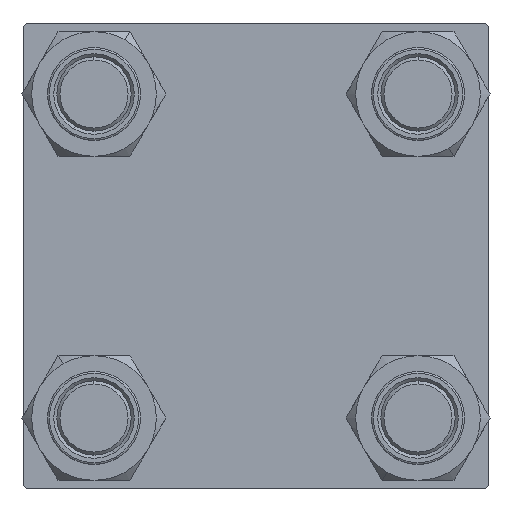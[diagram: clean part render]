
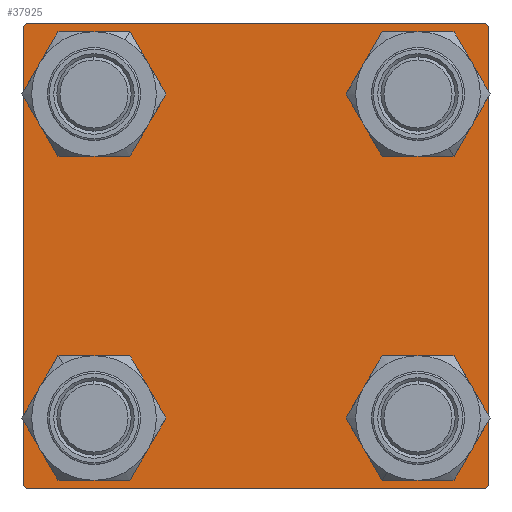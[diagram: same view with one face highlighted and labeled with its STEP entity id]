
A CAD part, left-side view. The second image highlights one B-rep face of the part: STEP entity #37925.
In plain terms, the highlighted planar face has unit normal (-1, 0, 0).
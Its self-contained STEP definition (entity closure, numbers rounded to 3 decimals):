
#921 = DIRECTION ( 'NONE',  ( 0., 0., 1. ) ) ;
#1414 = VERTEX_POINT ( 'NONE', #37420 ) ;
#1968 = LINE ( 'NONE', #17517, #33908 ) ;
#2039 = CARTESIAN_POINT ( 'NONE',  ( 0., 0., 0. ) ) ;
#2268 = CARTESIAN_POINT ( 'NONE',  ( 0., -26.15, 32.65 ) ) ;
#2334 = DIRECTION ( 'NONE',  ( 0., 0., 1. ) ) ;
#2702 = CARTESIAN_POINT ( 'NONE',  ( 0., -37., 37.5 ) ) ;
#3038 = CARTESIAN_POINT ( 'NONE',  ( 0., -26.15, -32.65 ) ) ;
#3189 = AXIS2_PLACEMENT_3D ( 'NONE', #28692, #44209, #24869 ) ;
#4018 = AXIS2_PLACEMENT_3D ( 'NONE', #27925, #8560, #921 ) ;
#4102 = VECTOR ( 'NONE', #21573, 1000. ) ;
#4674 = VERTEX_POINT ( 'NONE', #3038 ) ;
#4717 = DIRECTION ( 'NONE',  ( 1., 0., 0. ) ) ;
#5061 = ORIENTED_EDGE ( 'NONE', *, *, #15899, .T. ) ;
#5098 = DIRECTION ( 'NONE',  ( 1., 0., 0. ) ) ;
#5614 = PLANE ( 'NONE',  #16322 ) ;
#5659 = VERTEX_POINT ( 'NONE', #49961 ) ;
#7048 = VERTEX_POINT ( 'NONE', #48413 ) ;
#7096 = EDGE_CURVE ( 'NONE', #18613, #7503, #13532, .T. ) ;
#7168 = EDGE_LOOP ( 'NONE', ( #5061, #35967 ) ) ;
#7503 = VERTEX_POINT ( 'NONE', #26687 ) ;
#7819 = EDGE_CURVE ( 'NONE', #31389, #39814, #45985, .T. ) ;
#8560 = DIRECTION ( 'NONE',  ( 1., 0., 0. ) ) ;
#8918 = DIRECTION ( 'NONE',  ( -1., 0., 0. ) ) ;
#9225 = EDGE_CURVE ( 'NONE', #12799, #7048, #1968, .T. ) ;
#9604 = LINE ( 'NONE', #24885, #4102 ) ;
#9796 = LINE ( 'NONE', #49259, #15588 ) ;
#9827 = EDGE_LOOP ( 'NONE', ( #26127, #28222 ) ) ;
#9997 = DIRECTION ( 'NONE',  ( 0., 0., 1. ) ) ;
#10336 = VECTOR ( 'NONE', #27240, 1000. ) ;
#10440 = CIRCLE ( 'NONE', #25059, 6.5 ) ;
#10888 = CARTESIAN_POINT ( 'NONE',  ( 0., 26.15, 32.65 ) ) ;
#10972 = LINE ( 'NONE', #15296, #10336 ) ;
#11249 = VERTEX_POINT ( 'NONE', #19829 ) ;
#11868 = EDGE_LOOP ( 'NONE', ( #32544, #24926 ) ) ;
#12024 = CARTESIAN_POINT ( 'NONE',  ( 0., 26.15, -26.15 ) ) ;
#12281 = DIRECTION ( 'NONE',  ( 1., 0., 0. ) ) ;
#12545 = CARTESIAN_POINT ( 'NONE',  ( 0., -26.15, -19.65 ) ) ;
#12799 = VERTEX_POINT ( 'NONE', #24914 ) ;
#13532 = LINE ( 'NONE', #43570, #14317 ) ;
#13562 = CARTESIAN_POINT ( 'NONE',  ( 0., -26.15, -26.15 ) ) ;
#13763 = FACE_BOUND ( 'NONE', #11868, .T. ) ;
#14317 = VECTOR ( 'NONE', #44596, 1000. ) ;
#15296 = CARTESIAN_POINT ( 'NONE',  ( 0., 37.5, -37.5 ) ) ;
#15415 = CARTESIAN_POINT ( 'NONE',  ( 0., -37., -37.5 ) ) ;
#15588 = VECTOR ( 'NONE', #17699, 1000. ) ;
#15651 = VERTEX_POINT ( 'NONE', #22868 ) ;
#15899 = EDGE_CURVE ( 'NONE', #11249, #5659, #44696, .T. ) ;
#15958 = ORIENTED_EDGE ( 'NONE', *, *, #41469, .T. ) ;
#16190 = ORIENTED_EDGE ( 'NONE', *, *, #25793, .T. ) ;
#16322 = AXIS2_PLACEMENT_3D ( 'NONE', #2039, #8918, #32605 ) ;
#16812 = DIRECTION ( 'NONE',  ( 0., 0., 1. ) ) ;
#17080 = FACE_BOUND ( 'NONE', #9827, .T. ) ;
#17178 = EDGE_CURVE ( 'NONE', #5659, #11249, #40667, .T. ) ;
#17517 = CARTESIAN_POINT ( 'NONE',  ( 0., 37.25, -37.25 ) ) ;
#17539 = VERTEX_POINT ( 'NONE', #2268 ) ;
#17699 = DIRECTION ( 'NONE',  ( 0., 0.707, -0.707 ) ) ;
#17764 = CARTESIAN_POINT ( 'NONE',  ( 0., -37.5, 37. ) ) ;
#17821 = CARTESIAN_POINT ( 'NONE',  ( 0., -37.5, 37.5 ) ) ;
#18424 = EDGE_CURVE ( 'NONE', #15651, #17539, #42187, .T. ) ;
#18613 = VERTEX_POINT ( 'NONE', #15415 ) ;
#18994 = DIRECTION ( 'NONE',  ( 0., -1., 0. ) ) ;
#19414 = VERTEX_POINT ( 'NONE', #38903 ) ;
#19829 = CARTESIAN_POINT ( 'NONE',  ( 0., 26.15, -19.65 ) ) ;
#20635 = CARTESIAN_POINT ( 'NONE',  ( 0., -26.15, 26.15 ) ) ;
#21210 = DIRECTION ( 'NONE',  ( 0., 0., -1. ) ) ;
#21573 = DIRECTION ( 'NONE',  ( 0., 0.707, 0.707 ) ) ;
#22521 = VECTOR ( 'NONE', #21210, 1000. ) ;
#22561 = CIRCLE ( 'NONE', #35553, 6.5 ) ;
#22868 = CARTESIAN_POINT ( 'NONE',  ( 0., -26.15, 19.65 ) ) ;
#22912 = VECTOR ( 'NONE', #44550, 1000. ) ;
#23018 = ORIENTED_EDGE ( 'NONE', *, *, #7819, .F. ) ;
#23464 = EDGE_LOOP ( 'NONE', ( #15958, #34065 ) ) ;
#24239 = DIRECTION ( 'NONE',  ( 0., 0., 1. ) ) ;
#24715 = FACE_OUTER_BOUND ( 'NONE', #44865, .T. ) ;
#24770 = CARTESIAN_POINT ( 'NONE',  ( 0., 37.5, 37.5 ) ) ;
#24869 = DIRECTION ( 'NONE',  ( 0., 0., 1. ) ) ;
#24885 = CARTESIAN_POINT ( 'NONE',  ( 0., -37.25, 37.25 ) ) ;
#24914 = CARTESIAN_POINT ( 'NONE',  ( 0., 37.5, -37. ) ) ;
#24926 = ORIENTED_EDGE ( 'NONE', *, *, #32041, .T. ) ;
#25059 = AXIS2_PLACEMENT_3D ( 'NONE', #44877, #4717, #31713 ) ;
#25793 = EDGE_CURVE ( 'NONE', #7048, #18613, #10972, .T. ) ;
#26127 = ORIENTED_EDGE ( 'NONE', *, *, #32048, .T. ) ;
#26640 = EDGE_CURVE ( 'NONE', #4674, #48073, #22561, .T. ) ;
#26687 = CARTESIAN_POINT ( 'NONE',  ( 0., -37.5, -37. ) ) ;
#27240 = DIRECTION ( 'NONE',  ( 0., -1., 0. ) ) ;
#27925 = CARTESIAN_POINT ( 'NONE',  ( 0., 26.15, -26.15 ) ) ;
#28222 = ORIENTED_EDGE ( 'NONE', *, *, #26640, .T. ) ;
#28692 = CARTESIAN_POINT ( 'NONE',  ( 0., -26.15, 26.15 ) ) ;
#28711 = EDGE_CURVE ( 'NONE', #19414, #12799, #48191, .T. ) ;
#30096 = DIRECTION ( 'NONE',  ( 1., 0., 0. ) ) ;
#31376 = CARTESIAN_POINT ( 'NONE',  ( 0., -26.15, -26.15 ) ) ;
#31389 = VERTEX_POINT ( 'NONE', #33663 ) ;
#31713 = DIRECTION ( 'NONE',  ( 0., 0., 1. ) ) ;
#31831 = VERTEX_POINT ( 'NONE', #17764 ) ;
#32037 = ORIENTED_EDGE ( 'NONE', *, *, #9225, .T. ) ;
#32041 = EDGE_CURVE ( 'NONE', #1414, #39007, #10440, .T. ) ;
#32048 = EDGE_CURVE ( 'NONE', #48073, #4674, #50279, .T. ) ;
#32388 = DIRECTION ( 'NONE',  ( 1., 0., 0. ) ) ;
#32544 = ORIENTED_EDGE ( 'NONE', *, *, #41311, .T. ) ;
#32605 = DIRECTION ( 'NONE',  ( 0., 0., 1. ) ) ;
#32714 = ORIENTED_EDGE ( 'NONE', *, *, #43985, .T. ) ;
#33041 = ORIENTED_EDGE ( 'NONE', *, *, #7096, .T. ) ;
#33411 = CIRCLE ( 'NONE', #38293, 6.5 ) ;
#33663 = CARTESIAN_POINT ( 'NONE',  ( 0., 37., 37.5 ) ) ;
#33908 = VECTOR ( 'NONE', #41184, 1000. ) ;
#34026 = CARTESIAN_POINT ( 'NONE',  ( 0., 37.5, 37.5 ) ) ;
#34065 = ORIENTED_EDGE ( 'NONE', *, *, #18424, .T. ) ;
#34213 = AXIS2_PLACEMENT_3D ( 'NONE', #20635, #5098, #16812 ) ;
#35525 = DIRECTION ( 'NONE',  ( 1., 0., 0. ) ) ;
#35553 = AXIS2_PLACEMENT_3D ( 'NONE', #31376, #32388, #24239 ) ;
#35837 = CIRCLE ( 'NONE', #34213, 6.5 ) ;
#35917 = FACE_BOUND ( 'NONE', #7168, .T. ) ;
#35967 = ORIENTED_EDGE ( 'NONE', *, *, #17178, .T. ) ;
#36598 = AXIS2_PLACEMENT_3D ( 'NONE', #12024, #12281, #47408 ) ;
#37420 = CARTESIAN_POINT ( 'NONE',  ( 0., 26.15, 19.65 ) ) ;
#37925 = ADVANCED_FACE ( 'NONE', ( #40499, #17080, #35917, #13763, #24715 ), #5614, .T. ) ;
#37955 = VECTOR ( 'NONE', #18994, 1000. ) ;
#38090 = AXIS2_PLACEMENT_3D ( 'NONE', #13562, #35525, #9997 ) ;
#38293 = AXIS2_PLACEMENT_3D ( 'NONE', #44614, #30096, #2334 ) ;
#38903 = CARTESIAN_POINT ( 'NONE',  ( 0., 37.5, 37. ) ) ;
#39007 = VERTEX_POINT ( 'NONE', #10888 ) ;
#39696 = ORIENTED_EDGE ( 'NONE', *, *, #41116, .T. ) ;
#39814 = VERTEX_POINT ( 'NONE', #2702 ) ;
#40481 = LINE ( 'NONE', #17821, #22912 ) ;
#40499 = FACE_BOUND ( 'NONE', #23464, .T. ) ;
#40667 = CIRCLE ( 'NONE', #36598, 6.5 ) ;
#40747 = EDGE_CURVE ( 'NONE', #31831, #7503, #40481, .T. ) ;
#41116 = EDGE_CURVE ( 'NONE', #31831, #39814, #9604, .T. ) ;
#41184 = DIRECTION ( 'NONE',  ( 0., -0.707, -0.707 ) ) ;
#41311 = EDGE_CURVE ( 'NONE', #39007, #1414, #33411, .T. ) ;
#41469 = EDGE_CURVE ( 'NONE', #17539, #15651, #35837, .T. ) ;
#42187 = CIRCLE ( 'NONE', #3189, 6.5 ) ;
#43441 = ORIENTED_EDGE ( 'NONE', *, *, #40747, .F. ) ;
#43570 = CARTESIAN_POINT ( 'NONE',  ( 0., -37.25, -37.25 ) ) ;
#43985 = EDGE_CURVE ( 'NONE', #31389, #19414, #9796, .T. ) ;
#44209 = DIRECTION ( 'NONE',  ( 1., 0., 0. ) ) ;
#44550 = DIRECTION ( 'NONE',  ( 0., 0., -1. ) ) ;
#44596 = DIRECTION ( 'NONE',  ( 0., -0.707, 0.707 ) ) ;
#44614 = CARTESIAN_POINT ( 'NONE',  ( 0., 26.15, 26.15 ) ) ;
#44696 = CIRCLE ( 'NONE', #4018, 6.5 ) ;
#44865 = EDGE_LOOP ( 'NONE', ( #45000, #32037, #16190, #33041, #43441, #39696, #23018, #32714 ) ) ;
#44877 = CARTESIAN_POINT ( 'NONE',  ( 0., 26.15, 26.15 ) ) ;
#45000 = ORIENTED_EDGE ( 'NONE', *, *, #28711, .T. ) ;
#45985 = LINE ( 'NONE', #34026, #37955 ) ;
#47408 = DIRECTION ( 'NONE',  ( 0., 0., 1. ) ) ;
#48073 = VERTEX_POINT ( 'NONE', #12545 ) ;
#48191 = LINE ( 'NONE', #24770, #22521 ) ;
#48413 = CARTESIAN_POINT ( 'NONE',  ( 0., 37., -37.5 ) ) ;
#49259 = CARTESIAN_POINT ( 'NONE',  ( 0., 37.25, 37.25 ) ) ;
#49961 = CARTESIAN_POINT ( 'NONE',  ( 0., 26.15, -32.65 ) ) ;
#50279 = CIRCLE ( 'NONE', #38090, 6.5 ) ;
